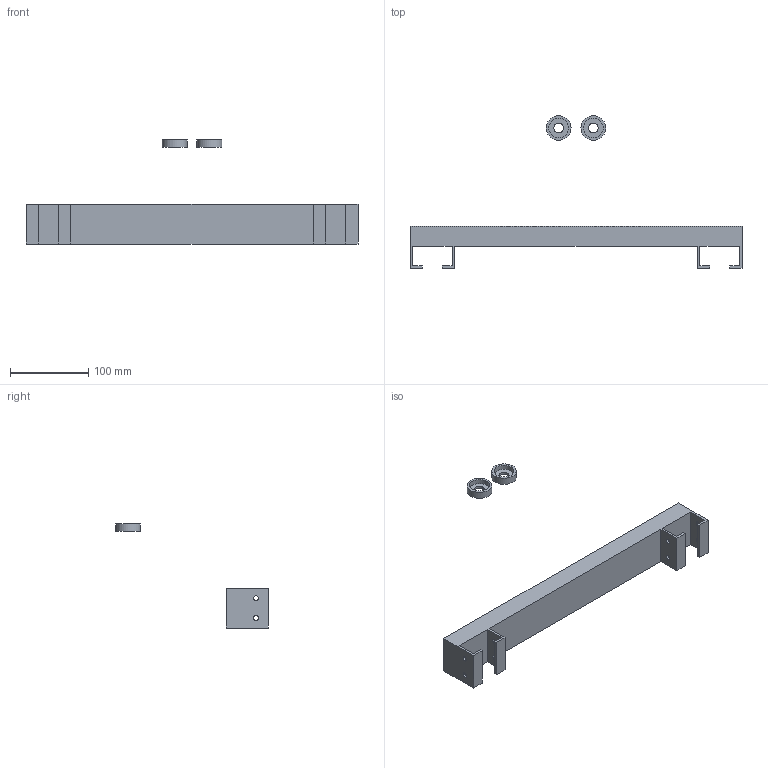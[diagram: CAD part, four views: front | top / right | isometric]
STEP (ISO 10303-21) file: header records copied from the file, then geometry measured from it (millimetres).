
FILE_DESCRIPTION(/* description */ (''),/* implementation_level */ '2;1');
FILE_NAME(/* name */ 'Load Path_ipt_758638dd.STEP',/* time_stamp */ '2018-02-13T23:11:20-05:00',/* author */ ('trk49'),/* organization */ (''),/* preprocessor_version */ 'ST-DEVELOPER v16.13',/* originating_system */ 'Autodesk Inventor 2018',/* authorisation */ '');
FILE_SCHEMA (('AUTOMOTIVE_DESIGN { 1 0 10303 214 3 1 1 }'));
Length unit declared in the file: inch
Products named in the file (1): Load Path
Bounding box: 425.45 x 195.58 x 133.35 mm (x, y, z)
Volume: 582634.1 mm3; surface area: 91068.9 mm2
Topology: 3 solids, 3 shells, 46 faces, 114 edges, 76 vertices
Faces by surface type: plane 32, cylinder 14
Full cylindrical faces by diameter (mm): 6.35 x8, 12.7 x2, 25.4 x2, 31.75 x2
Entity records: 1375 total; most frequent: CARTESIAN_POINT 223, DIRECTION 222, ORIENTED_EDGE 200, EDGE_CURVE 100, EDGE_LOOP 82, VERTEX_POINT 76, AXIS2_PLACEMENT_3D 75, LINE 72
